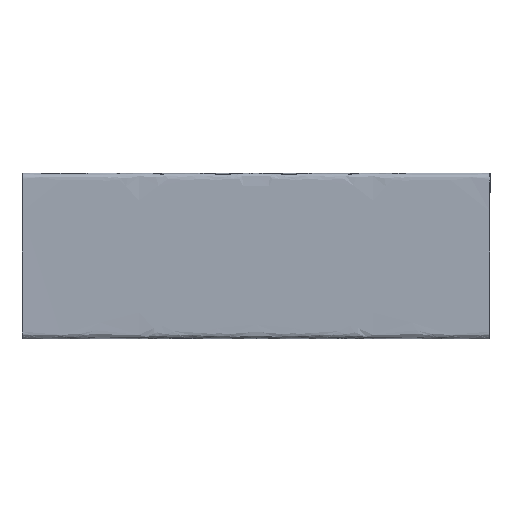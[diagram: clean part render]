
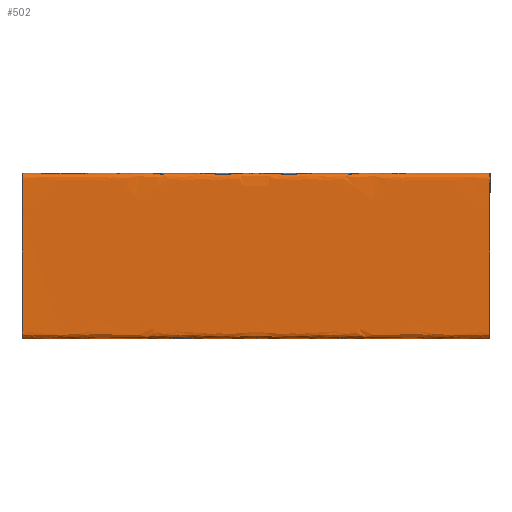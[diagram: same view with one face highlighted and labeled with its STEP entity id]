
A CAD part, left-side view. The second image highlights one B-rep face of the part: STEP entity #502.
In plain terms, the highlighted free-form (B-spline) face has degree [1, 2] with [2, 15] control points.
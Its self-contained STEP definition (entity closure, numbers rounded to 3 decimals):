
#255=B_SPLINE_CURVE_WITH_KNOTS($,1,(#3736,#3737),.UNSPECIFIED.,.F.,.F.,(2,
2),(0.,1.552),.UNSPECIFIED.);
#256=B_SPLINE_CURVE_WITH_KNOTS($,1,(#3793,#3794),.UNSPECIFIED.,.F.,.F.,(2,
2),(0.,1.552),.UNSPECIFIED.);
#502=ADVANCED_FACE($,(#600),#1524,.T.);
#600=FACE_OUTER_BOUND($,#706,.T.);
#706=EDGE_LOOP($,(#1079,#1080,#1081,#1082));
#1079=ORIENTED_EDGE($,*,*,#1332,.T.);
#1080=ORIENTED_EDGE($,*,*,#1330,.T.);
#1081=ORIENTED_EDGE($,*,*,#1334,.F.);
#1082=ORIENTED_EDGE($,*,*,#1336,.F.);
#1330=EDGE_CURVE($,#1486,#1487,#255,.T.);
#1332=EDGE_CURVE($,#1488,#1486,#1551,.T.);
#1334=EDGE_CURVE($,#1490,#1487,#1553,.T.);
#1336=EDGE_CURVE($,#1488,#1490,#256,.T.);
#1486=VERTEX_POINT($,#3863);
#1487=VERTEX_POINT($,#3864);
#1488=VERTEX_POINT($,#3865);
#1490=VERTEX_POINT($,#3867);
#1524=(
BOUNDED_SURFACE()
B_SPLINE_SURFACE(1,2,((#3801,#3802,#3803,#3804,#3805,#3806,#3807,#3808,#3809,
#3810,#3811,#3812,#3813,#3814,#3815),(#3816,#3817,#3818,#3819,#3820,#3821,
#3822,#3823,#3824,#3825,#3826,#3827,#3828,#3829,#3830)),.UNSPECIFIED.,.F.,
.F.,.F.)
B_SPLINE_SURFACE_WITH_KNOTS((2,2),(3,2,2,2,2,2,2,3),(0.,1.552),
(-2.341,-2.111,-2.08,-1.67,
-1.639,-1.469,-1.453,-1.413),.UNSPECIFIED.)
GEOMETRIC_REPRESENTATION_ITEM()
RATIONAL_B_SPLINE_SURFACE(((1.,1.,1.,0.707,1.,1.,1.,0.707,
1.,1.,1.,0.707,1.,1.,1.),(1.,1.,1.,0.707,1.,1.,1.,
0.707,1.,1.,1.,0.707,1.,1.,1.)))
REPRESENTATION_ITEM($)
SURFACE()
);
#1551=(
BOUNDED_CURVE()
B_SPLINE_CURVE(2,(#3741,#3742,#3743,#3744,#3745,#3746,#3747,#3748,#3749,
#3750,#3751,#3752,#3753,#3754,#3755),.UNSPECIFIED.,.F.,.F.)
B_SPLINE_CURVE_WITH_KNOTS((3,2,2,2,2,2,2,3),(1.413,1.453,
1.469,1.639,1.67,2.08,2.111,
2.341),.UNSPECIFIED.)
CURVE()
GEOMETRIC_REPRESENTATION_ITEM()
RATIONAL_B_SPLINE_CURVE((1.,1.,1.,0.707,1.,1.,1.,0.707,
1.,1.,1.,0.707,1.,1.,1.))
REPRESENTATION_ITEM($)
);
#1553=(
BOUNDED_CURVE()
B_SPLINE_CURVE(2,(#3767,#3768,#3769,#3770,#3771,#3772,#3773,#3774,#3775,
#3776,#3777,#3778,#3779,#3780,#3781),.UNSPECIFIED.,.F.,.F.)
B_SPLINE_CURVE_WITH_KNOTS((3,2,2,2,2,2,2,3),(1.413,1.453,
1.469,1.639,1.67,2.08,2.111,
2.341),.UNSPECIFIED.)
CURVE()
GEOMETRIC_REPRESENTATION_ITEM()
RATIONAL_B_SPLINE_CURVE((1.,1.,1.,0.707,1.,1.,1.,0.707,
1.,1.,1.,0.707,1.,1.,1.))
REPRESENTATION_ITEM($)
);
#3736=CARTESIAN_POINT($,(-1.1,-0.772,0.55));
#3737=CARTESIAN_POINT($,(-1.1,0.78,0.55));
#3741=CARTESIAN_POINT($,(-1.25,-0.772,0.05));
#3742=CARTESIAN_POINT($,(-1.25,-0.772,0.03));
#3743=CARTESIAN_POINT($,(-1.25,-0.772,0.01));
#3744=CARTESIAN_POINT($,(-1.25,-0.772,0.));
#3745=CARTESIAN_POINT($,(-1.26,-0.772,0.));
#3746=CARTESIAN_POINT($,(-1.445,-0.772,0.));
#3747=CARTESIAN_POINT($,(-1.53,-0.772,0.));
#3748=CARTESIAN_POINT($,(-1.55,-0.772,0.));
#3749=CARTESIAN_POINT($,(-1.55,-0.772,0.02));
#3750=CARTESIAN_POINT($,(-1.55,-0.772,0.225));
#3751=CARTESIAN_POINT($,(-1.55,-0.772,0.53));
#3752=CARTESIAN_POINT($,(-1.55,-0.772,0.55));
#3753=CARTESIAN_POINT($,(-1.53,-0.772,0.55));
#3754=CARTESIAN_POINT($,(-1.415,-0.772,0.55));
#3755=CARTESIAN_POINT($,(-1.1,-0.772,0.55));
#3767=CARTESIAN_POINT($,(-1.25,0.78,0.05));
#3768=CARTESIAN_POINT($,(-1.25,0.78,0.03));
#3769=CARTESIAN_POINT($,(-1.25,0.78,0.01));
#3770=CARTESIAN_POINT($,(-1.25,0.78,0.));
#3771=CARTESIAN_POINT($,(-1.26,0.78,0.));
#3772=CARTESIAN_POINT($,(-1.445,0.78,0.));
#3773=CARTESIAN_POINT($,(-1.53,0.78,0.));
#3774=CARTESIAN_POINT($,(-1.55,0.78,0.));
#3775=CARTESIAN_POINT($,(-1.55,0.78,0.02));
#3776=CARTESIAN_POINT($,(-1.55,0.78,0.225));
#3777=CARTESIAN_POINT($,(-1.55,0.78,0.53));
#3778=CARTESIAN_POINT($,(-1.55,0.78,0.55));
#3779=CARTESIAN_POINT($,(-1.53,0.78,0.55));
#3780=CARTESIAN_POINT($,(-1.415,0.78,0.55));
#3781=CARTESIAN_POINT($,(-1.1,0.78,0.55));
#3793=CARTESIAN_POINT($,(-1.25,-0.772,0.05));
#3794=CARTESIAN_POINT($,(-1.25,0.78,0.05));
#3801=CARTESIAN_POINT($,(-1.1,-0.772,0.55));
#3802=CARTESIAN_POINT($,(-1.415,-0.772,0.55));
#3803=CARTESIAN_POINT($,(-1.53,-0.772,0.55));
#3804=CARTESIAN_POINT($,(-1.55,-0.772,0.55));
#3805=CARTESIAN_POINT($,(-1.55,-0.772,0.53));
#3806=CARTESIAN_POINT($,(-1.55,-0.772,0.225));
#3807=CARTESIAN_POINT($,(-1.55,-0.772,0.02));
#3808=CARTESIAN_POINT($,(-1.55,-0.772,0.));
#3809=CARTESIAN_POINT($,(-1.53,-0.772,0.));
#3810=CARTESIAN_POINT($,(-1.445,-0.772,0.));
#3811=CARTESIAN_POINT($,(-1.26,-0.772,0.));
#3812=CARTESIAN_POINT($,(-1.25,-0.772,0.));
#3813=CARTESIAN_POINT($,(-1.25,-0.772,0.01));
#3814=CARTESIAN_POINT($,(-1.25,-0.772,0.03));
#3815=CARTESIAN_POINT($,(-1.25,-0.772,0.05));
#3816=CARTESIAN_POINT($,(-1.1,0.78,0.55));
#3817=CARTESIAN_POINT($,(-1.415,0.78,0.55));
#3818=CARTESIAN_POINT($,(-1.53,0.78,0.55));
#3819=CARTESIAN_POINT($,(-1.55,0.78,0.55));
#3820=CARTESIAN_POINT($,(-1.55,0.78,0.53));
#3821=CARTESIAN_POINT($,(-1.55,0.78,0.225));
#3822=CARTESIAN_POINT($,(-1.55,0.78,0.02));
#3823=CARTESIAN_POINT($,(-1.55,0.78,0.));
#3824=CARTESIAN_POINT($,(-1.53,0.78,0.));
#3825=CARTESIAN_POINT($,(-1.445,0.78,0.));
#3826=CARTESIAN_POINT($,(-1.26,0.78,0.));
#3827=CARTESIAN_POINT($,(-1.25,0.78,0.));
#3828=CARTESIAN_POINT($,(-1.25,0.78,0.01));
#3829=CARTESIAN_POINT($,(-1.25,0.78,0.03));
#3830=CARTESIAN_POINT($,(-1.25,0.78,0.05));
#3863=CARTESIAN_POINT($,(-1.1,-0.772,0.55));
#3864=CARTESIAN_POINT($,(-1.1,0.78,0.55));
#3865=CARTESIAN_POINT($,(-1.25,-0.772,0.05));
#3867=CARTESIAN_POINT($,(-1.25,0.78,0.05));
